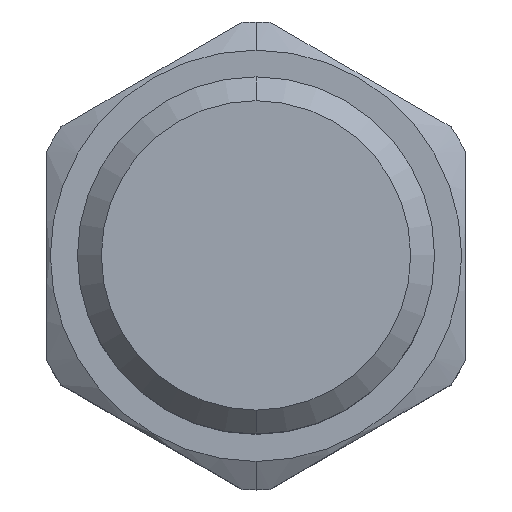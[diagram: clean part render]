
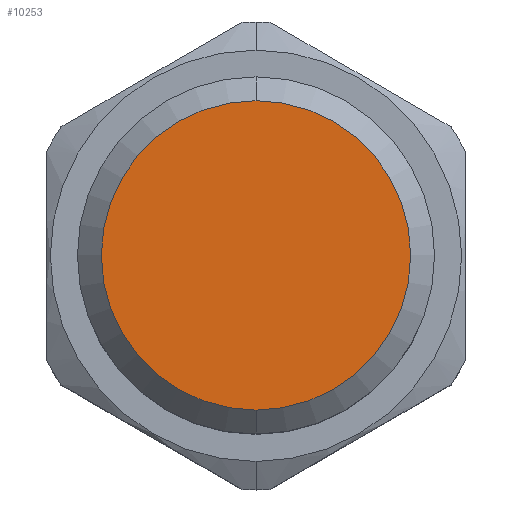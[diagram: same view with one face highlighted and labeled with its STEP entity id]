
A CAD part, top view. The second image highlights one B-rep face of the part: STEP entity #10253.
In plain terms, the highlighted planar face has unit normal (0, 0, 1).
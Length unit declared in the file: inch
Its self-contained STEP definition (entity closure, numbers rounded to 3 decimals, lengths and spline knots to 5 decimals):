
#4364=CARTESIAN_POINT('',(0.,0.,4.529));
#4365=DIRECTION('',(0.,0.,1.));
#4366=DIRECTION('',(0.,-1.,0.));
#4367=AXIS2_PLACEMENT_3D('',#4364,#4365,#4366);
#4382=CARTESIAN_POINT('',(0.,0.,4.529));
#4383=DIRECTION('',(0.,0.,1.));
#4384=DIRECTION('',(0.,1.,0.));
#4385=AXIS2_PLACEMENT_3D('',#4382,#4383,#4384);
#4997=CARTESIAN_POINT('',(0.,0.3235,4.529));
#4998=CARTESIAN_POINT('',(0.,-0.3235,4.529));
#4999=VERTEX_POINT('',#4997);
#5000=VERTEX_POINT('',#4998);
#10243=CARTESIAN_POINT('',(0.,0.,4.529));
#10244=DIRECTION('',(0.,0.,1.));
#10245=DIRECTION('',(0.,1.,0.));
#10246=AXIS2_PLACEMENT_3D('',#10243,#10244,#10245);
#10247=PLANE('',#10246);
#10248=ORIENTED_EDGE('',*,*,#10233,.F.);
#10250=ORIENTED_EDGE('',*,*,#10249,.F.);
#10251=EDGE_LOOP('',(#10248,#10250));
#10252=FACE_OUTER_BOUND('',#10251,.F.);
#10253=ADVANCED_FACE('',(#10252),#10247,.T.);
#4368=CIRCLE('',#4367,0.3235);
#4386=CIRCLE('',#4385,0.3235);
#10233=EDGE_CURVE('',#5000,#4999,#4368,.T.);
#10249=EDGE_CURVE('',#4999,#5000,#4386,.T.);
